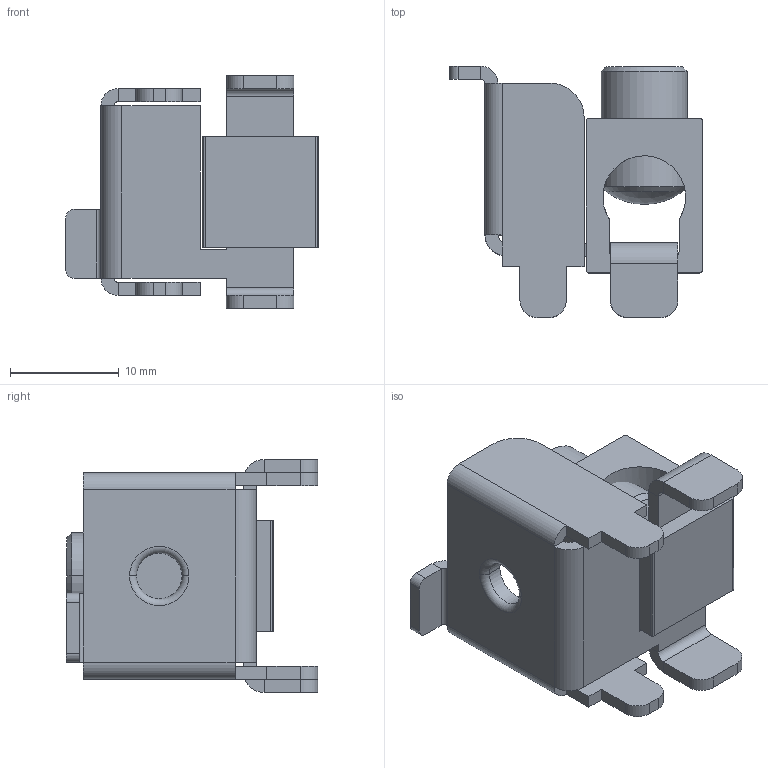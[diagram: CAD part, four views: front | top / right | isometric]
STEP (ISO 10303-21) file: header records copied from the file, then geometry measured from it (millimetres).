
FILE_DESCRIPTION (( 'STEP AP203' ), '1' );
FILE_NAME ('430-000855_Rev2.STEP', '2023-09-01T00:59:27', ( '' ), ( '' ), 'SwSTEP 2.0', 'SolidWorks 2022', '' );
FILE_SCHEMA (( 'CONFIG_CONTROL_DESIGN' ));
Length unit declared in the file: millimetre
Products named in the file (5): 430-000855_Rev2; 430-000855; 12786HEX.stp; B2A.stp; _STP FILES_B2A-PCB-45-HEX.stp
Assembly tree (4 placements, depth 3):
  430-000855_Rev2
    _STP FILES_B2A-PCB-45-HEX.stp
      B2A.stp
      12786HEX.stp
    430-000855
Bounding box: 23.28 x 23.17 x 21.45 mm (x, y, z)
Volume: 2466.2 mm3; surface area: 3576.2 mm2
Topology: 3 solids, 3 shells, 145 faces, 349 edges, 212 vertices
Faces by surface type: plane 81, cylinder 49, cone 11, sphere 2, torus 2
Entity records: 4884 total; most frequent: CARTESIAN_POINT 941, DIRECTION 748, ORIENTED_EDGE 698, EDGE_CURVE 349, AXIS2_PLACEMENT_3D 262, VECTOR 224, LINE 224, VERTEX_POINT 212
